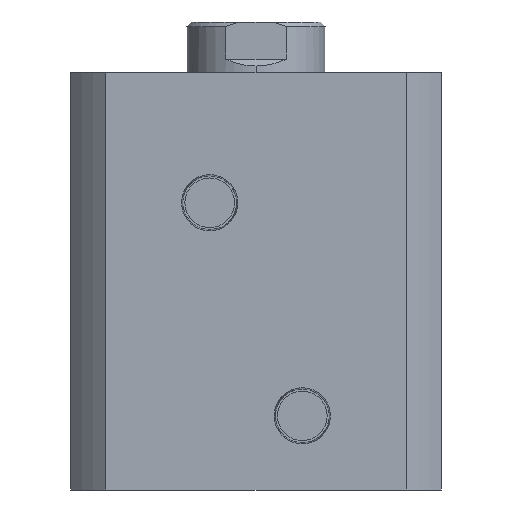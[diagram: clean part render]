
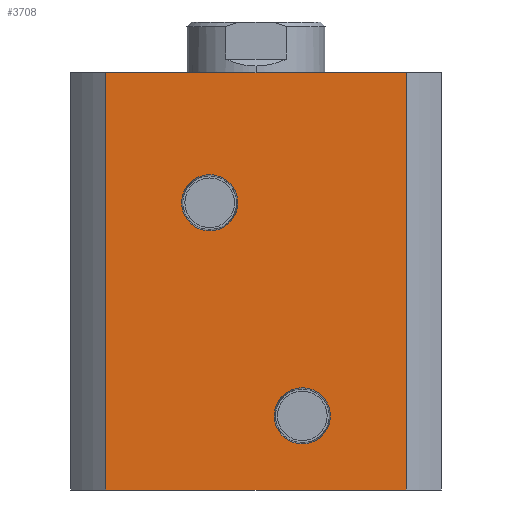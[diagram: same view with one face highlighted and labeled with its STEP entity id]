
A CAD part, left-side view. The second image highlights one B-rep face of the part: STEP entity #3708.
In plain terms, the highlighted planar face has unit normal (-1, 0, 0).
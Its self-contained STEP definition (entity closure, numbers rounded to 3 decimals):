
#11 = EDGE_LOOP ( 'NONE', ( #97, #94 ) ) ;
#28 = EDGE_LOOP ( 'NONE', ( #182, #173, #176, #175 ) ) ;
#92 = ORIENTED_EDGE ( 'NONE', *, *, #2510, .F. ) ;
#94 = ORIENTED_EDGE ( 'NONE', *, *, #2647, .F. ) ;
#97 = ORIENTED_EDGE ( 'NONE', *, *, #2509, .F. ) ;
#104 = EDGE_LOOP ( 'NONE', ( #92, #179 ) ) ;
#173 = ORIENTED_EDGE ( 'NONE', *, *, #2507, .F. ) ;
#175 = ORIENTED_EDGE ( 'NONE', *, *, #2512, .T. ) ;
#176 = ORIENTED_EDGE ( 'NONE', *, *, #2506, .F. ) ;
#179 = ORIENTED_EDGE ( 'NONE', *, *, #2563, .F. ) ;
#182 = ORIENTED_EDGE ( 'NONE', *, *, #2508, .T. ) ;
#299 = VERTEX_POINT ( 'NONE', #545 ) ;
#303 = VERTEX_POINT ( 'NONE', #557 ) ;
#331 = VERTEX_POINT ( 'NONE', #454 ) ;
#340 = VERTEX_POINT ( 'NONE', #523 ) ;
#454 = CARTESIAN_POINT ( 'NONE',  ( -40., 32.438, 90. ) ) ;
#490 = CARTESIAN_POINT ( 'NONE',  ( -40., 10., 55.94 ) ) ;
#523 = CARTESIAN_POINT ( 'NONE',  ( -40., 32.438, 0. ) ) ;
#545 = CARTESIAN_POINT ( 'NONE',  ( -40., -32.438, 90. ) ) ;
#557 = CARTESIAN_POINT ( 'NONE',  ( -40., -32.438, 0. ) ) ;
#585 = CARTESIAN_POINT ( 'NONE',  ( -40., 10., 68.06 ) ) ;
#596 = CARTESIAN_POINT ( 'NONE',  ( -40., -10., 9.94 ) ) ;
#646 = CARTESIAN_POINT ( 'NONE',  ( -40., -10., 22.06 ) ) ;
#706 = VERTEX_POINT ( 'NONE', #490 ) ;
#707 = VERTEX_POINT ( 'NONE', #585 ) ;
#1148 = DIRECTION ( 'NONE',  ( 0., -1., 0. ) ) ;
#1152 = CARTESIAN_POINT ( 'NONE',  ( -40., 0., 90. ) ) ;
#1156 = CARTESIAN_POINT ( 'NONE',  ( -40., -32.438, 90. ) ) ;
#1157 = DIRECTION ( 'NONE',  ( 0., 0., -1. ) ) ;
#1158 = CARTESIAN_POINT ( 'NONE',  ( -40., 0., 0. ) ) ;
#1159 = CARTESIAN_POINT ( 'NONE',  ( -40., 32.438, 90. ) ) ;
#1160 = DIRECTION ( 'NONE',  ( 0., -1., 0. ) ) ;
#1161 = CARTESIAN_POINT ( 'NONE',  ( -40., 10., 62. ) ) ;
#1162 = DIRECTION ( 'NONE',  ( -1., 0., 0. ) ) ;
#1163 = DIRECTION ( 'NONE',  ( 0., 0., 1. ) ) ;
#1164 = DIRECTION ( 'NONE',  ( 0., 0., -1. ) ) ;
#1165 = CARTESIAN_POINT ( 'NONE',  ( -40., -10., 16. ) ) ;
#1166 = DIRECTION ( 'NONE',  ( -1., 0., 0. ) ) ;
#1167 = DIRECTION ( 'NONE',  ( 0., 0., 1. ) ) ;
#1315 = CARTESIAN_POINT ( 'NONE',  ( -40., -10., 16. ) ) ;
#1316 = DIRECTION ( 'NONE',  ( -1., 0., 0. ) ) ;
#1317 = DIRECTION ( 'NONE',  ( 0., 0., 1. ) ) ;
#1528 = CARTESIAN_POINT ( 'NONE',  ( -40., 10., 62. ) ) ;
#1529 = DIRECTION ( 'NONE',  ( -1., 0., 0. ) ) ;
#1530 = DIRECTION ( 'NONE',  ( 0., 0., 1. ) ) ;
#1882 = DIRECTION ( 'NONE',  ( 1., 0., 0. ) ) ;
#1884 = CARTESIAN_POINT ( 'NONE',  ( -40., 0., 90. ) ) ;
#1885 = PLANE ( 'NONE',  #2858 ) ;
#1887 = DIRECTION ( 'NONE',  ( 0., 1., 0. ) ) ;
#1957 = CIRCLE ( 'NONE', #2756, 6.06 ) ;
#2135 = FACE_BOUND ( 'NONE', #104, .T. ) ;
#2139 = FACE_OUTER_BOUND ( 'NONE', #28, .T. ) ;
#2143 = FACE_BOUND ( 'NONE', #11, .T. ) ;
#2367 = VERTEX_POINT ( 'NONE', #596 ) ;
#2371 = VERTEX_POINT ( 'NONE', #646 ) ;
#2506 = EDGE_CURVE ( 'NONE', #331, #299, #3371, .T. ) ;
#2507 = EDGE_CURVE ( 'NONE', #299, #303, #3377, .T. ) ;
#2508 = EDGE_CURVE ( 'NONE', #340, #303, #3379, .T. ) ;
#2509 = EDGE_CURVE ( 'NONE', #707, #706, #3376, .T. ) ;
#2510 = EDGE_CURVE ( 'NONE', #2371, #2367, #3381, .T. ) ;
#2512 = EDGE_CURVE ( 'NONE', #331, #340, #3385, .T. ) ;
#2563 = EDGE_CURVE ( 'NONE', #2367, #2371, #3445, .T. ) ;
#2647 = EDGE_CURVE ( 'NONE', #706, #707, #1957, .T. ) ;
#2682 = AXIS2_PLACEMENT_3D ( 'NONE', #1161, #1162, #1163 ) ;
#2683 = AXIS2_PLACEMENT_3D ( 'NONE', #1165, #1166, #1167 ) ;
#2711 = AXIS2_PLACEMENT_3D ( 'NONE', #1315, #1316, #1317 ) ;
#2756 = AXIS2_PLACEMENT_3D ( 'NONE', #1528, #1529, #1530 ) ;
#2858 = AXIS2_PLACEMENT_3D ( 'NONE', #1884, #1882, #1887 ) ;
#3371 = LINE ( 'NONE', #1152, #3378 ) ;
#3376 = CIRCLE ( 'NONE', #2682, 6.06 ) ;
#3377 = LINE ( 'NONE', #1156, #3380 ) ;
#3378 = VECTOR ( 'NONE', #1148, 1000. ) ;
#3379 = LINE ( 'NONE', #1158, #3382 ) ;
#3380 = VECTOR ( 'NONE', #1157, 1000. ) ;
#3381 = CIRCLE ( 'NONE', #2683, 6.06 ) ;
#3382 = VECTOR ( 'NONE', #1160, 1000. ) ;
#3385 = LINE ( 'NONE', #1159, #3387 ) ;
#3387 = VECTOR ( 'NONE', #1164, 1000. ) ;
#3445 = CIRCLE ( 'NONE', #2711, 6.06 ) ;
#3708 = ADVANCED_FACE ( 'NONE', ( #2135, #2143, #2139 ), #1885, .F. ) ;
